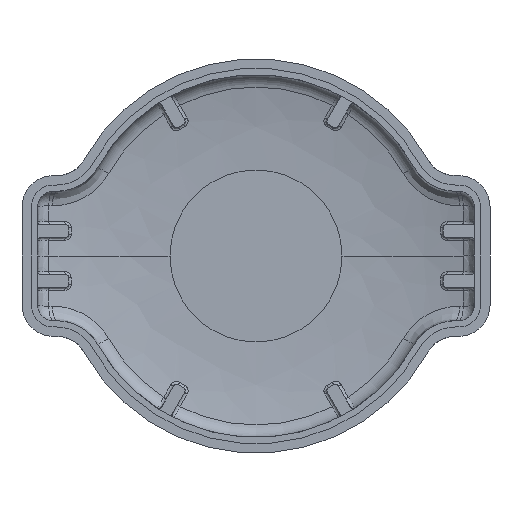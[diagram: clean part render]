
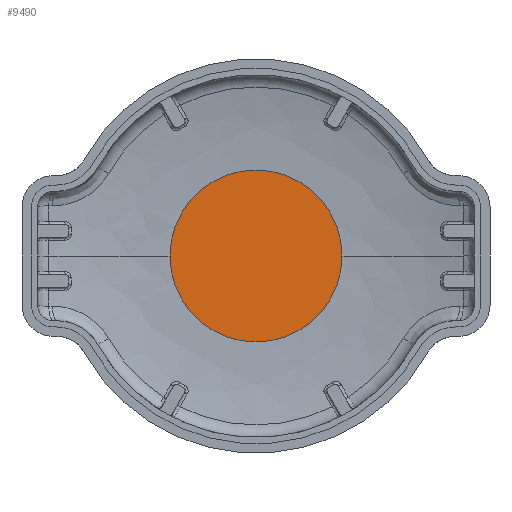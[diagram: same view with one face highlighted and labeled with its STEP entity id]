
A CAD part, front view. The second image highlights one B-rep face of the part: STEP entity #9490.
In plain terms, the highlighted planar face has unit normal (0, -1, 0).
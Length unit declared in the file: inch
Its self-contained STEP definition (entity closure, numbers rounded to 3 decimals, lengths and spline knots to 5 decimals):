
#3091=CARTESIAN_POINT('',(0.,0.3925,0.));
#3092=DIRECTION('',(0.,1.,0.));
#3093=DIRECTION('',(-1.,0.,0.));
#3094=AXIS2_PLACEMENT_3D('',#3091,#3092,#3093);
#3096=CARTESIAN_POINT('',(0.,0.3925,0.));
#3097=DIRECTION('',(0.,1.,0.));
#3098=DIRECTION('',(1.,0.,0.));
#3099=AXIS2_PLACEMENT_3D('',#3096,#3097,#3098);
#3835=CARTESIAN_POINT('',(-0.27548,0.3925,0.));
#3836=CARTESIAN_POINT('',(0.27548,0.3925,0.));
#3837=VERTEX_POINT('',#3835);
#3838=VERTEX_POINT('',#3836);
#9481=CARTESIAN_POINT('',(0.,0.3925,0.));
#9482=DIRECTION('',(0.,1.,0.));
#9483=DIRECTION('',(1.,0.,0.));
#9484=AXIS2_PLACEMENT_3D('',#9481,#9482,#9483);
#9485=PLANE('',#9484);
#9486=ORIENTED_EDGE('',*,*,#7894,.T.);
#9487=ORIENTED_EDGE('',*,*,#6618,.T.);
#9488=EDGE_LOOP('',(#9486,#9487));
#9489=FACE_OUTER_BOUND('',#9488,.F.);
#9490=ADVANCED_FACE('',(#9489),#9485,.F.);
#3095=CIRCLE('',#3094,0.27548);
#3100=CIRCLE('',#3099,0.27548);
#6618=EDGE_CURVE('',#3838,#3837,#3100,.T.);
#7894=EDGE_CURVE('',#3837,#3838,#3095,.T.);
